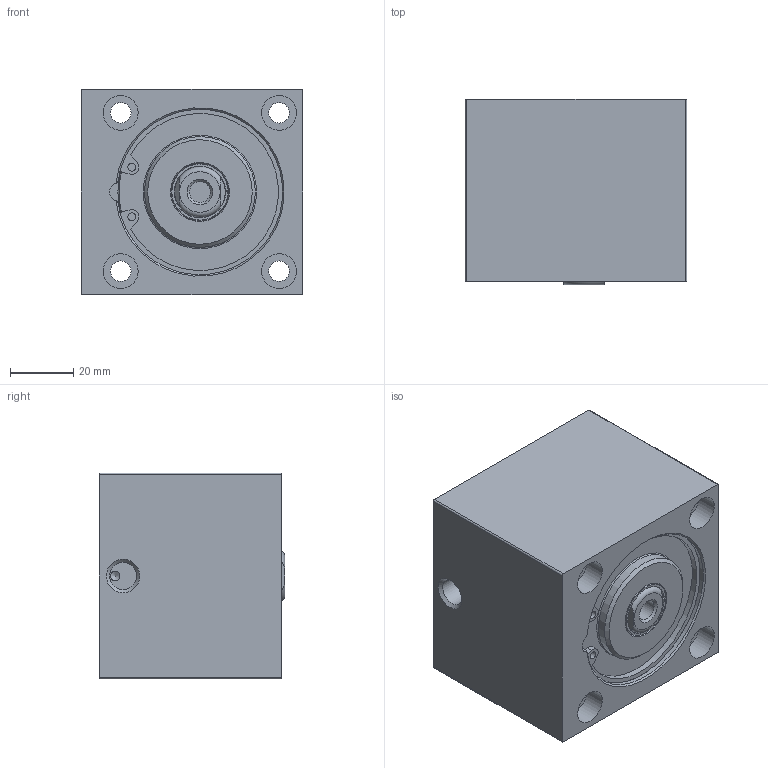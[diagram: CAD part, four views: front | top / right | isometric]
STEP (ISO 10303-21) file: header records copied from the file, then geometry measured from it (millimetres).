
FILE_DESCRIPTION((''),'2;1');
FILE_NAME('RS050.025.GS.F.stp','2014-07-24T08:29:54',('carlo.corazza'),(''),'Autodesk Inventor 2012','Autodesk Inventor 2012','');
FILE_SCHEMA(('AUTOMOTIVE_DESIGN { 1 0 10303 214 1 1 1 1 }'));
Length unit declared in the file: millimetre
Products named in the file (4): RS050..GS.F; CORPO-025; STELO-025; TA
Assembly tree (3 placements, depth 2):
  RS050..GS.F
    CORPO-025
    STELO-025
    TA
Bounding box: 70 x 58.5 x 65 mm (x, y, z)
Volume: 249360.7 mm3; surface area: 41140 mm2
Topology: 3 solids, 3 shells, 96 faces, 220 edges, 143 vertices
Faces by surface type: plane 40, cylinder 34, cone 18, torus 4
Full cylindrical faces by diameter (mm): 2.5 x2, 3 x1, 6.5 x4, 6.647 x1, 8.566 x1, 11 x8, 16 x1, 18 x1, 35 x1, 51.8 x1
Entity records: 2838 total; most frequent: CARTESIAN_POINT 534, DIRECTION 472, ORIENTED_EDGE 356, AXIS2_PLACEMENT_3D 205, EDGE_CURVE 178, EDGE_LOOP 154, VERTEX_POINT 134, CIRCLE 100
